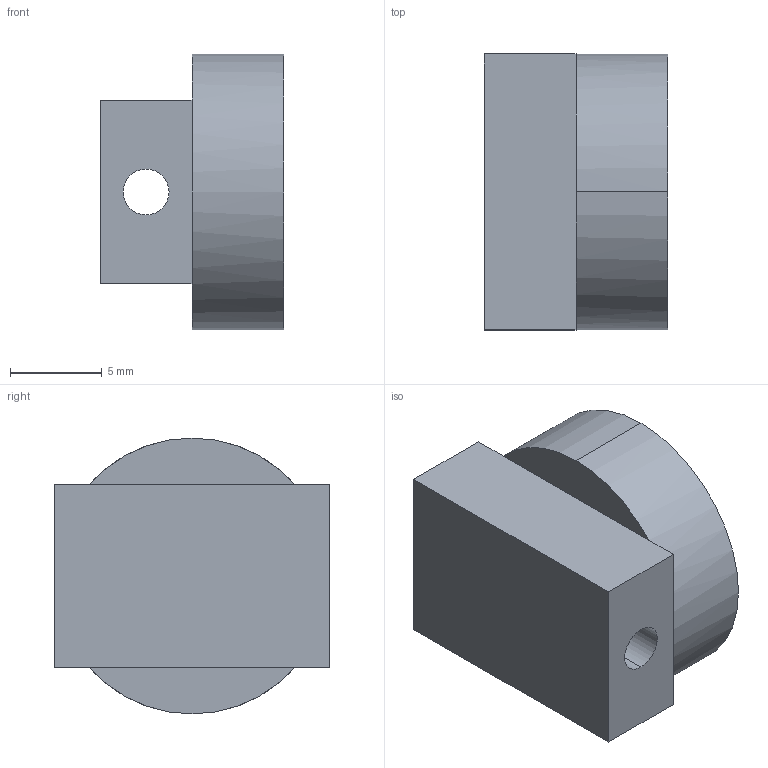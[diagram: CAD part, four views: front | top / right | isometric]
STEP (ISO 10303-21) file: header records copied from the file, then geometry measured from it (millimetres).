
FILE_DESCRIPTION (( 'STEP AP203' ), '1' );
FILE_NAME ('Revoloute_Default_sldprt.STEP', '2020-11-04T16:16:48', ( '' ), ( '' ), 'SwSTEP 2.0', 'SolidWorks 2020', '' );
FILE_SCHEMA (( 'CONFIG_CONTROL_DESIGN' ));
Length unit declared in the file: millimetre
Products named in the file (1): Revoloute_Default_sldprt
Bounding box: 10 x 15 x 15 mm (x, y, z)
Volume: 1183 mm3; surface area: 1121.8 mm2
Topology: 1 solids, 1 shells, 19 faces, 42 edges, 26 vertices
Faces by surface type: plane 13, cylinder 6
Entity records: 607 total; most frequent: DIRECTION 100, CARTESIAN_POINT 88, ORIENTED_EDGE 84, EDGE_CURVE 42, AXIS2_PLACEMENT_3D 38, VERTEX_POINT 26, VECTOR 24, LINE 24
